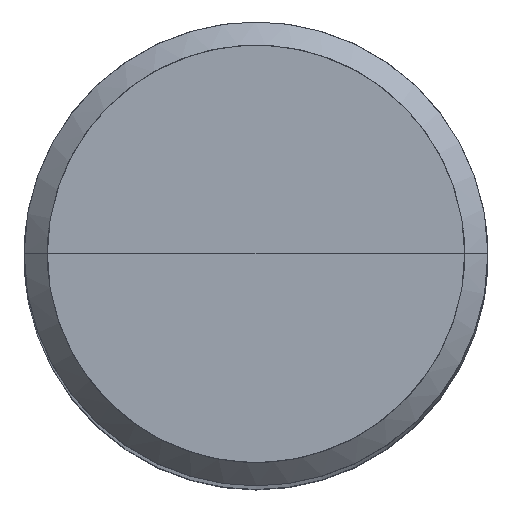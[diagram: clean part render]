
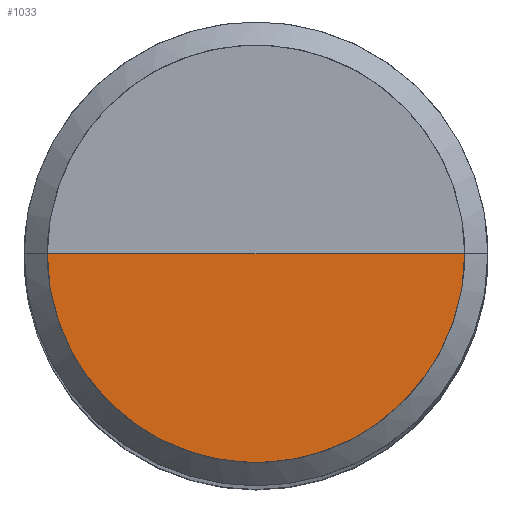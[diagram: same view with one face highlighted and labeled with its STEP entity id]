
A CAD part, top view. The second image highlights one B-rep face of the part: STEP entity #1033.
In plain terms, the highlighted free-form (B-spline) face has degree [1, 2] with [2, 5] control points.
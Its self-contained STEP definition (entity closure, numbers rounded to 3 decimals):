
#720=CARTESIAN_POINT('',(6.3,0.0,57.0));
#724=CARTESIAN_POINT('',(-6.3,0.0,57.0));
#725=CARTESIAN_POINT('',(0.0,0.0,57.0));
#732=CARTESIAN_POINT('',(-6.3,-6.3,57.0));
#733=CARTESIAN_POINT('',(0.0,-6.3,57.0));
#734=CARTESIAN_POINT('',(6.3,-6.3,57.0));
#1018=(
BOUNDED_SURFACE()
B_SPLINE_SURFACE(1,2,(
(#724,#732,#733,#734,#720),
(#725,#725,#725,#725,#725)
), .UNSPECIFIED.,.F.,.F.,.F.)
B_SPLINE_SURFACE_WITH_KNOTS((2,2),(3,2,3),(
0.0,1.0),(
0.0,0.5,1.0), .UNSPECIFIED.)
GEOMETRIC_REPRESENTATION_ITEM()
RATIONAL_B_SPLINE_SURFACE(((1.0,0.707,1.0,0.707,1.0),
(1.0,0.707,1.0,0.707,1.0)
))
REPRESENTATION_ITEM('')
SURFACE()
);
#1019=(
BOUNDED_CURVE()
B_SPLINE_CURVE(2,(#720,#734,#733,#732,#724),.UNSPECIFIED.,.F.,.F.)
B_SPLINE_CURVE_WITH_KNOTS((3,2,3),
(0.0,0.5,1.0),.UNSPECIFIED.)
CURVE()
GEOMETRIC_REPRESENTATION_ITEM()
RATIONAL_B_SPLINE_CURVE((1.0,0.707,1.0,0.707,1.0))
REPRESENTATION_ITEM('')
);
#1020=(
BOUNDED_CURVE()
B_SPLINE_CURVE(1,(#724,#725),.UNSPECIFIED.,.F.,.F.)
B_SPLINE_CURVE_WITH_KNOTS((2,2),
(0.0,1.0),.UNSPECIFIED.)
CURVE()
GEOMETRIC_REPRESENTATION_ITEM()
RATIONAL_B_SPLINE_CURVE((1.0,1.0))
REPRESENTATION_ITEM('')
);
#1021=(
BOUNDED_CURVE()
B_SPLINE_CURVE(1,(#725,#720),.UNSPECIFIED.,.F.,.F.)
B_SPLINE_CURVE_WITH_KNOTS((2,2),
(0.0,1.0),.UNSPECIFIED.)
CURVE()
GEOMETRIC_REPRESENTATION_ITEM()
RATIONAL_B_SPLINE_CURVE((1.0,1.0))
REPRESENTATION_ITEM('')
);
#1022=VERTEX_POINT('',#720);
#1023=VERTEX_POINT('',#724);
#1024=VERTEX_POINT('',#725);
#1025=EDGE_CURVE('',#1022,#1023,#1019,.T.);
#1026=EDGE_CURVE('',#1023,#1024,#1020,.T.);
#1027=EDGE_CURVE('',#1024,#1022,#1021,.T.);
#1028=ORIENTED_EDGE('',*,*,#1025,.T.);
#1029=ORIENTED_EDGE('',*,*,#1026,.T.);
#1030=ORIENTED_EDGE('',*,*,#1027,.T.);
#1031=EDGE_LOOP('',(#1028,#1029,#1030));
#1032=FACE_OUTER_BOUND('',#1031,.T.);
#1033=ADVANCED_FACE('',(#1032),#1018,.T.);
